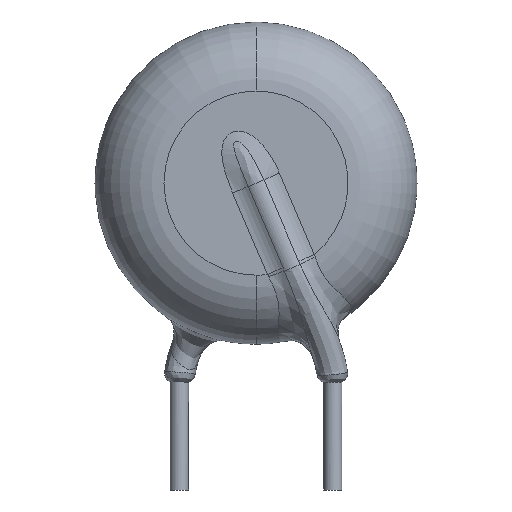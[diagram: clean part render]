
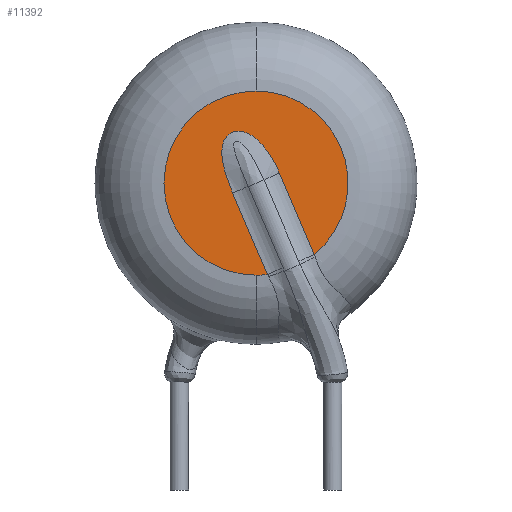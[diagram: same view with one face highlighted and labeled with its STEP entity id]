
A CAD part, front view. The second image highlights one B-rep face of the part: STEP entity #11392.
In plain terms, the highlighted planar face has unit normal (0, -1, 0).
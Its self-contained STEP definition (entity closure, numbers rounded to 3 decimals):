
#15 = ORIENTED_EDGE ( 'NONE', *, *, #10348, .T. ) ;
#562 = CARTESIAN_POINT ( 'NONE',  ( 0.077, -2.25, 7.893 ) ) ;
#1118 = VECTOR ( 'NONE', #1190, 1000. ) ;
#1135 = CARTESIAN_POINT ( 'NONE',  ( -1.12, -2.25, 7.565 ) ) ;
#1190 = DIRECTION ( 'NONE',  ( 0.393, 0., -0.919 ) ) ;
#1371 = DIRECTION ( 'NONE',  ( -0.393, 0., 0.919 ) ) ;
#1728 = CARTESIAN_POINT ( 'NONE',  ( -0.579, -2.25, 8.197 ) ) ;
#1948 = VERTEX_POINT ( 'NONE', #14425 ) ;
#2812 = VERTEX_POINT ( 'NONE', #9065 ) ;
#2965 = CARTESIAN_POINT ( 'NONE',  ( 0.69, -2.25, 6.994 ) ) ;
#3016 = EDGE_CURVE ( 'NONE', #11884, #6549, #7679, .T. ) ;
#3045 = CARTESIAN_POINT ( 'NONE',  ( -0.062, -2.25, 8.016 ) ) ;
#3362 = ORIENTED_EDGE ( 'NONE', *, *, #10589, .F. ) ;
#3463 = VECTOR ( 'NONE', #1371, 1000. ) ;
#3732 = CARTESIAN_POINT ( 'NONE',  ( -1.107, -2.25, 7.295 ) ) ;
#4400 = CARTESIAN_POINT ( 'NONE',  ( -0.923, -2.25, 8.069 ) ) ;
#5095 = CARTESIAN_POINT ( 'NONE',  ( -1.113, -2.25, 7.658 ) ) ;
#5442 = CARTESIAN_POINT ( 'NONE',  ( 0., -2.25, 6.5 ) ) ;
#5517 = DIRECTION ( 'NONE',  ( 0., 1., 0. ) ) ;
#5858 = ORIENTED_EDGE ( 'NONE', *, *, #14334, .F. ) ;
#6549 = VERTEX_POINT ( 'NONE', #6705 ) ;
#6705 = CARTESIAN_POINT ( 'NONE',  ( 1.896, -2.25, 4.175 ) ) ;
#7141 = CARTESIAN_POINT ( 'NONE',  ( 0.762, -2.25, 6.826 ) ) ;
#7161 = DIRECTION ( 'NONE',  ( 0., 0., 1. ) ) ;
#7221 = PLANE ( 'NONE',  #7752 ) ;
#7679 = LINE ( 'NONE', #12951, #1118 ) ;
#7752 = AXIS2_PLACEMENT_3D ( 'NONE', #13937, #12476, #15403 ) ;
#8106 = CARTESIAN_POINT ( 'NONE',  ( 0., -2.25, 6.5 ) ) ;
#8141 = CARTESIAN_POINT ( 'NONE',  ( 0.321, -2.25, 7.622 ) ) ;
#8312 = CARTESIAN_POINT ( 'NONE',  ( -1.034, -2.25, 7.923 ) ) ;
#8911 = CARTESIAN_POINT ( 'NONE',  ( -1.117, -2.25, 7.385 ) ) ;
#9065 = CARTESIAN_POINT ( 'NONE',  ( -0.762, -2.25, 6.174 ) ) ;
#9147 = EDGE_CURVE ( 'NONE', #2812, #11884, #13325, .T. ) ;
#9502 = CARTESIAN_POINT ( 'NONE',  ( 0.424, -2.25, 7.473 ) ) ;
#9971 = DIRECTION ( 'NONE',  ( 0., 1., 0. ) ) ;
#10188 = LINE ( 'NONE', #15633, #3463 ) ;
#10262 = CIRCLE ( 'NONE', #16067, 3. ) ;
#10297 = CARTESIAN_POINT ( 'NONE',  ( -1.014, -2.25, 6.854 ) ) ;
#10348 = EDGE_CURVE ( 'NONE', #10985, #2812, #10188, .T. ) ;
#10369 = CARTESIAN_POINT ( 'NONE',  ( -0.834, -2.25, 6.341 ) ) ;
#10453 = CARTESIAN_POINT ( 'NONE',  ( -0.9, -2.25, 6.51 ) ) ;
#10589 = EDGE_CURVE ( 'NONE', #13982, #6549, #13516, .T. ) ;
#10706 = CARTESIAN_POINT ( 'NONE',  ( -0.674, -2.25, 8.19 ) ) ;
#10972 = CARTESIAN_POINT ( 'NONE',  ( -0.396, -2.25, 8.171 ) ) ;
#10985 = VERTEX_POINT ( 'NONE', #16283 ) ;
#11247 = ORIENTED_EDGE ( 'NONE', *, *, #9147, .T. ) ;
#11392 = ADVANCED_FACE ( 'NONE', ( #11408 ), #7221, .F. ) ;
#11408 = FACE_OUTER_BOUND ( 'NONE', #13132, .T. ) ;
#11862 = CARTESIAN_POINT ( 'NONE',  ( 0., -2.25, 9.5 ) ) ;
#11884 = VERTEX_POINT ( 'NONE', #7141 ) ;
#12010 = CARTESIAN_POINT ( 'NONE',  ( 0.762, -2.25, 6.826 ) ) ;
#12249 = CARTESIAN_POINT ( 'NONE',  ( 0., -2.25, 6.5 ) ) ;
#12275 = CARTESIAN_POINT ( 'NONE',  ( -0.846, -2.25, 8.127 ) ) ;
#12367 = CIRCLE ( 'NONE', #13726, 3. ) ;
#12476 = DIRECTION ( 'NONE',  ( 0., 1., 0. ) ) ;
#12509 = DIRECTION ( 'NONE',  ( 0., 0., 1. ) ) ;
#12951 = CARTESIAN_POINT ( 'NONE',  ( 0.762, -2.25, 6.826 ) ) ;
#12978 = ORIENTED_EDGE ( 'NONE', *, *, #16461, .F. ) ;
#13132 = EDGE_LOOP ( 'NONE', ( #11247, #15432, #3362, #12978, #5858, #15 ) ) ;
#13325 = B_SPLINE_CURVE_WITH_KNOTS ( 'NONE', 3,
 ( #14105, #10369, #10453, #10297, #15647, #3732, #8911, #1135, #5095, #15564, #8312, #4400, #12275, #10706, #1728, #10972, #14529, #3045, #562, #8141, #9502, #15914, #2965, #12010 ),
 .UNSPECIFIED., .F., .F.,
 ( 4, 2, 2, 2, 2, 2, 2, 2, 2, 2, 2, 4 ),
 ( 0., 0.001, 0.001, 0.001, 0.002, 0.002, 0.002, 0.002, 0.003, 0.003, 0.004, 0.004 ),
 .UNSPECIFIED. ) ;
#13516 = CIRCLE ( 'NONE', #14331, 3. ) ;
#13645 = DIRECTION ( 'NONE',  ( 0., 1., 0. ) ) ;
#13726 = AXIS2_PLACEMENT_3D ( 'NONE', #5442, #5517, #14799 ) ;
#13937 = CARTESIAN_POINT ( 'NONE',  ( 0., -2.25, 6.5 ) ) ;
#13982 = VERTEX_POINT ( 'NONE', #11862 ) ;
#14105 = CARTESIAN_POINT ( 'NONE',  ( -0.762, -2.25, 6.174 ) ) ;
#14331 = AXIS2_PLACEMENT_3D ( 'NONE', #8106, #9971, #7161 ) ;
#14334 = EDGE_CURVE ( 'NONE', #10985, #1948, #10262, .T. ) ;
#14425 = CARTESIAN_POINT ( 'NONE',  ( 0., -2.25, 3.5 ) ) ;
#14529 = CARTESIAN_POINT ( 'NONE',  ( -0.309, -2.25, 8.14 ) ) ;
#14799 = DIRECTION ( 'NONE',  ( 0., 0., 1. ) ) ;
#15403 = DIRECTION ( 'NONE',  ( 0., 0., 1. ) ) ;
#15432 = ORIENTED_EDGE ( 'NONE', *, *, #3016, .T. ) ;
#15564 = CARTESIAN_POINT ( 'NONE',  ( -1.07, -2.25, 7.836 ) ) ;
#15633 = CARTESIAN_POINT ( 'NONE',  ( -0.762, -2.25, 6.174 ) ) ;
#15647 = CARTESIAN_POINT ( 'NONE',  ( -1.063, -2.25, 7.029 ) ) ;
#15914 = CARTESIAN_POINT ( 'NONE',  ( 0.609, -2.25, 7.159 ) ) ;
#16067 = AXIS2_PLACEMENT_3D ( 'NONE', #12249, #13645, #12509 ) ;
#16283 = CARTESIAN_POINT ( 'NONE',  ( 0.371, -2.25, 3.523 ) ) ;
#16461 = EDGE_CURVE ( 'NONE', #1948, #13982, #12367, .T. ) ;
